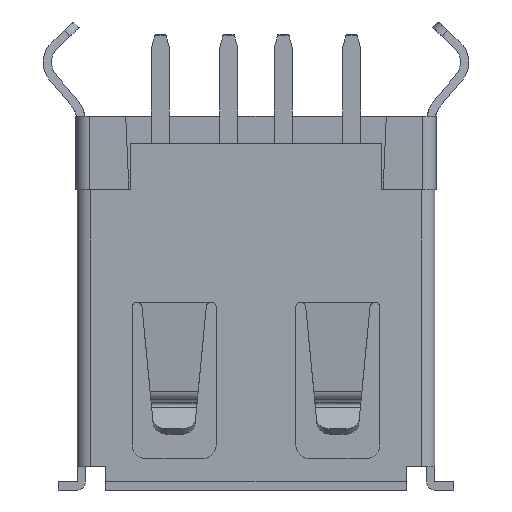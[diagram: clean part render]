
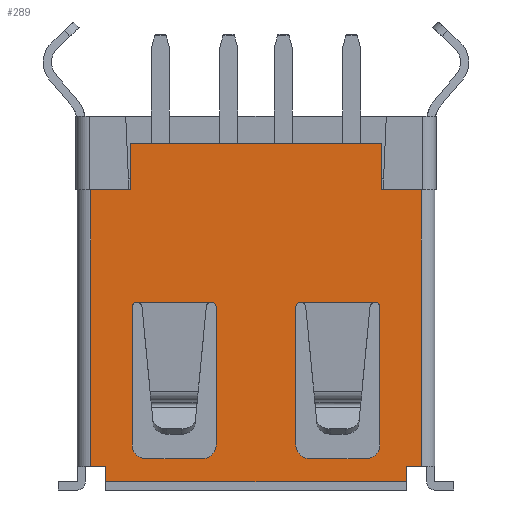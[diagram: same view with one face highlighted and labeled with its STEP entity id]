
A CAD part, left-side view. The second image highlights one B-rep face of the part: STEP entity #289.
In plain terms, the highlighted planar face has unit normal (-1, 0, 0).
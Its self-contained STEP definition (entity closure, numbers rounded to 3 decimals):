
#289=ADVANCED_FACE('',(#1185,#1186,#1187),#1188,.T.);
#1185=FACE_OUTER_BOUND('',#2572,.T.);
#1186=FACE_BOUND('',#2573,.T.);
#1187=FACE_BOUND('',#2574,.T.);
#1188=PLANE('',#2575);
#2572=EDGE_LOOP('',(#5377,#5378,#5379,#5380,#5381,#5382,#5383,#5384,#5385,#5386,#5387,#5388));
#2573=EDGE_LOOP('',(#5389,#5390,#5391,#5392,#5393,#5394,#5395,#5396));
#2574=EDGE_LOOP('',(#5397,#5398,#5399,#5400,#5401,#5402,#5403,#5404));
#2575=AXIS2_PLACEMENT_3D('',#5405,#5406,#5407);
#5377=ORIENTED_EDGE('',*,*,#10264,.F.);
#5378=ORIENTED_EDGE('',*,*,#10265,.T.);
#5379=ORIENTED_EDGE('',*,*,#10266,.T.);
#5380=ORIENTED_EDGE('',*,*,#10267,.T.);
#5381=ORIENTED_EDGE('',*,*,#10268,.F.);
#5382=ORIENTED_EDGE('',*,*,#10241,.T.);
#5383=ORIENTED_EDGE('',*,*,#10263,.F.);
#5384=ORIENTED_EDGE('',*,*,#10249,.F.);
#5385=ORIENTED_EDGE('',*,*,#10269,.T.);
#5386=ORIENTED_EDGE('',*,*,#10270,.F.);
#5387=ORIENTED_EDGE('',*,*,#10271,.F.);
#5388=ORIENTED_EDGE('',*,*,#10272,.T.);
#5389=ORIENTED_EDGE('',*,*,#10273,.T.);
#5390=ORIENTED_EDGE('',*,*,#10274,.T.);
#5391=ORIENTED_EDGE('',*,*,#10275,.T.);
#5392=ORIENTED_EDGE('',*,*,#10276,.T.);
#5393=ORIENTED_EDGE('',*,*,#10277,.T.);
#5394=ORIENTED_EDGE('',*,*,#10278,.T.);
#5395=ORIENTED_EDGE('',*,*,#10279,.T.);
#5396=ORIENTED_EDGE('',*,*,#10280,.F.);
#5397=ORIENTED_EDGE('',*,*,#10281,.T.);
#5398=ORIENTED_EDGE('',*,*,#10282,.T.);
#5399=ORIENTED_EDGE('',*,*,#10283,.T.);
#5400=ORIENTED_EDGE('',*,*,#10284,.T.);
#5401=ORIENTED_EDGE('',*,*,#10285,.T.);
#5402=ORIENTED_EDGE('',*,*,#10286,.T.);
#5403=ORIENTED_EDGE('',*,*,#10287,.T.);
#5404=ORIENTED_EDGE('',*,*,#10288,.F.);
#5405=CARTESIAN_POINT('',(-2.83,-6.05,-13.4));
#5406=DIRECTION('',(-1.0,0.0,0.0));
#5407=DIRECTION('',(0.0,-1.0,0.0));
#10241=EDGE_CURVE('',#12692,#12690,#12693,.T.);
#10249=EDGE_CURVE('',#12704,#12706,#12707,.T.);
#10263=EDGE_CURVE('',#12706,#12690,#12723,.T.);
#10264=EDGE_CURVE('',#12724,#12725,#12726,.T.);
#10265=EDGE_CURVE('',#12724,#12727,#12728,.T.);
#10266=EDGE_CURVE('',#12727,#12729,#12730,.T.);
#10267=EDGE_CURVE('',#12729,#12731,#12732,.T.);
#10268=EDGE_CURVE('',#12692,#12731,#12733,.T.);
#10269=EDGE_CURVE('',#12704,#12734,#12735,.T.);
#10270=EDGE_CURVE('',#12736,#12734,#12737,.T.);
#10271=EDGE_CURVE('',#12738,#12736,#12739,.T.);
#10272=EDGE_CURVE('',#12738,#12725,#12740,.T.);
#10273=EDGE_CURVE('',#12741,#12742,#12743,.T.);
#10274=EDGE_CURVE('',#12742,#12744,#12745,.T.);
#10275=EDGE_CURVE('',#12744,#12746,#12747,.T.);
#10276=EDGE_CURVE('',#12746,#12748,#12749,.T.);
#10277=EDGE_CURVE('',#12748,#12750,#12751,.T.);
#10278=EDGE_CURVE('',#12750,#12752,#12753,.T.);
#10279=EDGE_CURVE('',#12752,#12754,#12755,.T.);
#10280=EDGE_CURVE('',#12741,#12754,#12756,.T.);
#10281=EDGE_CURVE('',#12757,#12758,#12759,.T.);
#10282=EDGE_CURVE('',#12758,#12760,#12761,.T.);
#10283=EDGE_CURVE('',#12760,#12762,#12763,.T.);
#10284=EDGE_CURVE('',#12762,#12764,#12765,.T.);
#10285=EDGE_CURVE('',#12764,#12766,#12767,.T.);
#10286=EDGE_CURVE('',#12766,#12768,#12769,.T.);
#10287=EDGE_CURVE('',#12768,#12770,#12771,.T.);
#10288=EDGE_CURVE('',#12757,#12770,#12772,.T.);
#12690=VERTEX_POINT('',#16794);
#12692=VERTEX_POINT('',#16796);
#12693=LINE('',#16797,#16798);
#12704=VERTEX_POINT('',#16813);
#12706=VERTEX_POINT('',#16816);
#12707=LINE('',#16817,#16818);
#12723=LINE('',#16865,#16866);
#12724=VERTEX_POINT('',#16867);
#12725=VERTEX_POINT('',#16868);
#12726=LINE('',#16869,#16870);
#12727=VERTEX_POINT('',#16871);
#12728=LINE('',#16872,#16873);
#12729=VERTEX_POINT('',#16874);
#12730=LINE('',#16875,#16876);
#12731=VERTEX_POINT('',#16877);
#12732=LINE('',#16878,#16879);
#12733=LINE('',#16880,#16881);
#12734=VERTEX_POINT('',#16882);
#12735=LINE('',#16883,#16884);
#12736=VERTEX_POINT('',#16885);
#12737=LINE('',#16886,#16887);
#12738=VERTEX_POINT('',#16888);
#12739=LINE('',#16889,#16890);
#12740=LINE('',#16891,#16892);
#12741=VERTEX_POINT('',#16893);
#12742=VERTEX_POINT('',#16894);
#12743=CIRCLE('',#16895,0.181);
#12744=VERTEX_POINT('',#16896);
#12745=LINE('',#16897,#16898);
#12746=VERTEX_POINT('',#16899);
#12747=CIRCLE('',#16900,0.5);
#12748=VERTEX_POINT('',#16901);
#12749=LINE('',#16902,#16903);
#12750=VERTEX_POINT('',#16904);
#12751=CIRCLE('',#16905,0.5);
#12752=VERTEX_POINT('',#16906);
#12753=LINE('',#16907,#16908);
#12754=VERTEX_POINT('',#16909);
#12755=CIRCLE('',#16910,0.181);
#12756=LINE('',#16911,#16912);
#12757=VERTEX_POINT('',#16913);
#12758=VERTEX_POINT('',#16914);
#12759=CIRCLE('',#16915,0.181);
#12760=VERTEX_POINT('',#16916);
#12761=LINE('',#16917,#16918);
#12762=VERTEX_POINT('',#16919);
#12763=CIRCLE('',#16920,0.5);
#12764=VERTEX_POINT('',#16921);
#12765=LINE('',#16922,#16923);
#12766=VERTEX_POINT('',#16924);
#12767=CIRCLE('',#16925,0.5);
#12768=VERTEX_POINT('',#16926);
#12769=LINE('',#16927,#16928);
#12770=VERTEX_POINT('',#16929);
#12771=CIRCLE('',#16930,0.181);
#12772=LINE('',#16931,#16932);
#16794=CARTESIAN_POINT('',(-2.83,-6.05,-12.85));
#16796=CARTESIAN_POINT('',(-2.83,-5.5,-12.85));
#16797=CARTESIAN_POINT('',(-2.83,-5.5,-12.85));
#16798=VECTOR('',#21190,0.55);
#16813=CARTESIAN_POINT('',(-2.83,-4.6,-2.7));
#16816=CARTESIAN_POINT('',(-2.83,-6.05,-2.7));
#16817=CARTESIAN_POINT('',(-2.83,-4.6,-2.7));
#16818=VECTOR('',#21202,1.45);
#16865=CARTESIAN_POINT('',(-2.83,-6.05,-2.7));
#16866=VECTOR('',#21215,10.15);
#16867=CARTESIAN_POINT('',(-2.83,6.05,-12.85));
#16868=CARTESIAN_POINT('',(-2.83,6.05,-2.7));
#16869=CARTESIAN_POINT('',(-2.83,6.05,-12.85));
#16870=VECTOR('',#21216,10.15);
#16871=CARTESIAN_POINT('',(-2.83,5.5,-12.85));
#16872=CARTESIAN_POINT('',(-2.83,6.05,-12.85));
#16873=VECTOR('',#21217,0.55);
#16874=CARTESIAN_POINT('',(-2.83,5.5,-13.4));
#16875=CARTESIAN_POINT('',(-2.83,5.5,-12.85));
#16876=VECTOR('',#21218,0.55);
#16877=CARTESIAN_POINT('',(-2.83,-5.5,-13.4));
#16878=CARTESIAN_POINT('',(-2.83,5.5,-13.4));
#16879=VECTOR('',#21219,11.0);
#16880=CARTESIAN_POINT('',(-2.83,-5.5,-12.85));
#16881=VECTOR('',#21220,0.55);
#16882=CARTESIAN_POINT('',(-2.83,-4.6,-1.0));
#16883=CARTESIAN_POINT('',(-2.83,-4.6,-2.7));
#16884=VECTOR('',#21221,1.7);
#16885=CARTESIAN_POINT('',(-2.83,4.6,-1.0));
#16886=CARTESIAN_POINT('',(-2.83,4.6,-1.0));
#16887=VECTOR('',#21222,9.2);
#16888=CARTESIAN_POINT('',(-2.83,4.6,-2.7));
#16889=CARTESIAN_POINT('',(-2.83,4.6,-2.7));
#16890=VECTOR('',#21223,1.7);
#16891=CARTESIAN_POINT('',(-2.83,4.6,-2.7));
#16892=VECTOR('',#21224,1.45);
#16893=CARTESIAN_POINT('',(-2.83,1.641,-6.822));
#16894=CARTESIAN_POINT('',(-2.83,1.46,-7.002));
#16895=AXIS2_PLACEMENT_3D('',#21225,#21226,#21227);
#16896=CARTESIAN_POINT('',(-2.83,1.46,-12.05));
#16897=CARTESIAN_POINT('',(-2.83,1.46,-7.002));
#16898=VECTOR('',#21228,5.048);
#16899=CARTESIAN_POINT('',(-2.83,1.96,-12.55));
#16900=AXIS2_PLACEMENT_3D('',#21229,#21230,#21231);
#16901=CARTESIAN_POINT('',(-2.83,4.04,-12.55));
#16902=CARTESIAN_POINT('',(-2.83,1.96,-12.55));
#16903=VECTOR('',#21232,2.08);
#16904=CARTESIAN_POINT('',(-2.83,4.54,-12.05));
#16905=AXIS2_PLACEMENT_3D('',#21233,#21234,#21235);
#16906=CARTESIAN_POINT('',(-2.83,4.54,-7.002));
#16907=CARTESIAN_POINT('',(-2.83,4.54,-12.05));
#16908=VECTOR('',#21236,5.048);
#16909=CARTESIAN_POINT('',(-2.83,4.359,-6.822));
#16910=AXIS2_PLACEMENT_3D('',#21237,#21238,#21239);
#16911=CARTESIAN_POINT('',(-2.83,1.641,-6.822));
#16912=VECTOR('',#21240,2.718);
#16913=CARTESIAN_POINT('',(-2.83,-4.359,-6.822));
#16914=CARTESIAN_POINT('',(-2.83,-4.54,-7.002));
#16915=AXIS2_PLACEMENT_3D('',#21241,#21242,#21243);
#16916=CARTESIAN_POINT('',(-2.83,-4.54,-12.05));
#16917=CARTESIAN_POINT('',(-2.83,-4.54,-7.002));
#16918=VECTOR('',#21244,5.048);
#16919=CARTESIAN_POINT('',(-2.83,-4.04,-12.55));
#16920=AXIS2_PLACEMENT_3D('',#21245,#21246,#21247);
#16921=CARTESIAN_POINT('',(-2.83,-1.96,-12.55));
#16922=CARTESIAN_POINT('',(-2.83,-4.04,-12.55));
#16923=VECTOR('',#21248,2.08);
#16924=CARTESIAN_POINT('',(-2.83,-1.46,-12.05));
#16925=AXIS2_PLACEMENT_3D('',#21249,#21250,#21251);
#16926=CARTESIAN_POINT('',(-2.83,-1.46,-7.002));
#16927=CARTESIAN_POINT('',(-2.83,-1.46,-12.05));
#16928=VECTOR('',#21252,5.048);
#16929=CARTESIAN_POINT('',(-2.83,-1.641,-6.822));
#16930=AXIS2_PLACEMENT_3D('',#21253,#21254,#21255);
#16931=CARTESIAN_POINT('',(-2.83,-4.359,-6.822));
#16932=VECTOR('',#21256,2.718);
#21190=DIRECTION('',(0.,-1.0,0.0));
#21202=DIRECTION('',(0.,-1.0,0.0));
#21215=DIRECTION('',(0.0,0.,-1.0));
#21216=DIRECTION('',(-0.0,0.,1.0));
#21217=DIRECTION('',(0.,-1.0,0.0));
#21218=DIRECTION('',(0.,0.,-1.0));
#21219=DIRECTION('',(0.,-1.0,0.0));
#21220=DIRECTION('',(0.,0.,-1.0));
#21221=DIRECTION('',(0.0,0.0,1.0));
#21222=DIRECTION('',(0.0,-1.0,0.0));
#21223=DIRECTION('',(0.0,0.0,1.0));
#21224=DIRECTION('',(0.,1.0,-0.0));
#21225=CARTESIAN_POINT('',(-2.83,1.641,-7.002));
#21226=DIRECTION('',(1.0,0.0,0.0));
#21227=DIRECTION('',(-0.0,0.,1.));
#21228=DIRECTION('',(0.0,0.,-1.0));
#21229=CARTESIAN_POINT('',(-2.83,1.96,-12.05));
#21230=DIRECTION('',(1.0,0.0,0.0));
#21231=DIRECTION('',(0.0,-1.0,0.));
#21232=DIRECTION('',(-0.0,1.0,0.));
#21233=CARTESIAN_POINT('',(-2.83,4.04,-12.05));
#21234=DIRECTION('',(1.0,0.0,0.0));
#21235=DIRECTION('',(0.0,0.,-1.0));
#21236=DIRECTION('',(0.0,0.0,1.0));
#21237=CARTESIAN_POINT('',(-2.83,4.359,-7.002));
#21238=DIRECTION('',(1.0,0.0,0.0));
#21239=DIRECTION('',(0.0,1.0,0.0));
#21240=DIRECTION('',(0.0,1.0,0.));
#21241=CARTESIAN_POINT('',(-2.83,-4.359,-7.002));
#21242=DIRECTION('',(1.0,0.0,0.0));
#21243=DIRECTION('',(-0.0,0.,1.));
#21244=DIRECTION('',(0.0,0.0,-1.0));
#21245=CARTESIAN_POINT('',(-2.83,-4.04,-12.05));
#21246=DIRECTION('',(1.0,0.0,0.0));
#21247=DIRECTION('',(0.0,-1.0,0.));
#21248=DIRECTION('',(-0.0,1.0,0.));
#21249=CARTESIAN_POINT('',(-2.83,-1.96,-12.05));
#21250=DIRECTION('',(1.0,0.0,0.0));
#21251=DIRECTION('',(0.0,0.,-1.0));
#21252=DIRECTION('',(0.0,0.,1.0));
#21253=CARTESIAN_POINT('',(-2.83,-1.641,-7.002));
#21254=DIRECTION('',(1.0,0.0,0.0));
#21255=DIRECTION('',(0.0,1.0,0.));
#21256=DIRECTION('',(-0.0,1.0,0.));
